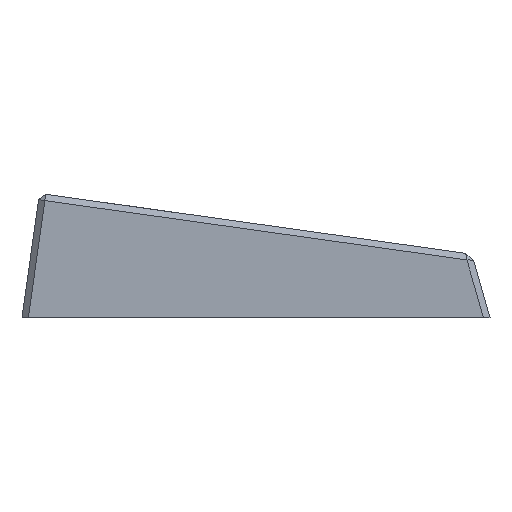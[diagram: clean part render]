
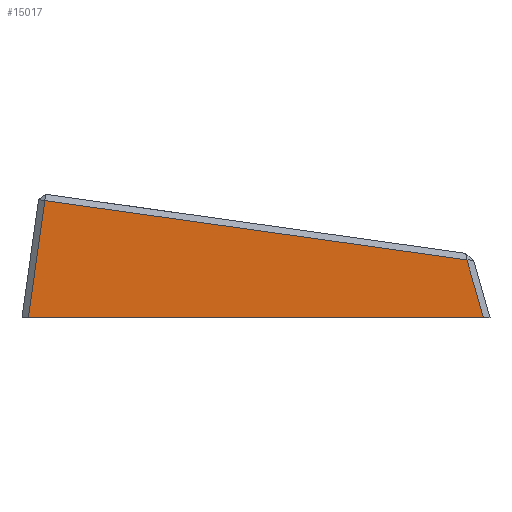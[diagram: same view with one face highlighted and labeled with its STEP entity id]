
A CAD part, left-side view. The second image highlights one B-rep face of the part: STEP entity #15017.
In plain terms, the highlighted planar face has unit normal (-1, 0, 0).
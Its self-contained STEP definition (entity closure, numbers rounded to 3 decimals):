
#847=PLANE('',#16141);
#1614=FACE_OUTER_BOUND('',#2502,.T.);
#2502=EDGE_LOOP('',(#12715,#12716,#12717,#12718));
#3199=LINE('',#20612,#4880);
#4298=LINE('',#24385,#5979);
#4300=LINE('',#24388,#5981);
#4301=LINE('',#24389,#5982);
#4880=VECTOR('',#16597,10.);
#5979=VECTOR('',#19338,10.);
#5981=VECTOR('',#19342,10.);
#5982=VECTOR('',#19343,10.);
#6610=VERTEX_POINT('',#20609);
#6611=VERTEX_POINT('',#20611);
#7308=VERTEX_POINT('',#23633);
#7309=VERTEX_POINT('',#23637);
#7808=EDGE_CURVE('',#6611,#6610,#3199,.T.);
#9290=EDGE_CURVE('',#6611,#7309,#4298,.T.);
#9292=EDGE_CURVE('',#7308,#6610,#4300,.T.);
#9293=EDGE_CURVE('',#7309,#7308,#4301,.T.);
#12715=ORIENTED_EDGE('',*,*,#7808,.T.);
#12716=ORIENTED_EDGE('',*,*,#9292,.F.);
#12717=ORIENTED_EDGE('',*,*,#9293,.F.);
#12718=ORIENTED_EDGE('',*,*,#9290,.F.);
#15017=ADVANCED_FACE('',(#1614),#847,.T.);
#16141=AXIS2_PLACEMENT_3D('',#24387,#19340,#19341);
#16597=DIRECTION('',(0.,-1.,0.));
#19338=DIRECTION('',(0.,-0.139,0.99));
#19340=DIRECTION('center_axis',(-1.,0.,0.));
#19341=DIRECTION('ref_axis',(0.,-0.139,0.99));
#19342=DIRECTION('',(0.,-0.275,-0.962));
#19343=DIRECTION('',(0.,-0.99,-0.139));
#20609=CARTESIAN_POINT('',(42.5,-156.366,-26.631));
#20611=CARTESIAN_POINT('',(42.5,-12.441,-26.631));
#20612=CARTESIAN_POINT('',(42.5,-42.297,-26.631));
#23633=CARTESIAN_POINT('',(42.5,-151.138,-8.335));
#23637=CARTESIAN_POINT('',(42.5,-17.649,10.425));
#24385=CARTESIAN_POINT('',(42.5,-13.191,-21.298));
#24387=CARTESIAN_POINT('Origin',(42.5,-74.595,-42.716));
#24388=CARTESIAN_POINT('',(42.5,-155.911,-25.042));
#24389=CARTESIAN_POINT('',(42.5,-48.242,6.126));
